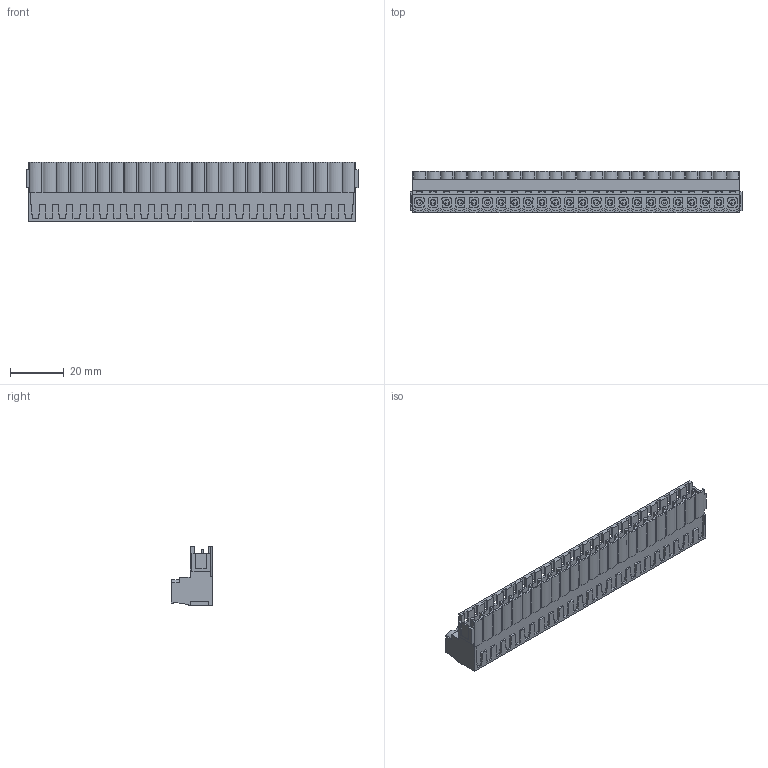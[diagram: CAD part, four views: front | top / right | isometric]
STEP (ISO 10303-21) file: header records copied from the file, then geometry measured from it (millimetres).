
FILE_DESCRIPTION(('CATIA V5 STEP Exchange','CAx-IF Rec.Pracs.--- Model Styling and Organization---1.4--- 2014-01-23'),'2;1');
FILE_NAME ('D1454250_1_1645220000_1645220000.stp','2022-08-02T13:32:50+00:00',('none'),('Weidmueller'),'CATIA Version 5-6 Release 2016 SP3 HF44','CATIA V5 STEP AP214','none');
FILE_SCHEMA(('AUTOMOTIVE_DESIGN { 1 0 10303 214 1 1 1 1 }'));
Length unit declared in the file: millimetre
Products named in the file (1): 1645220000
Bounding box: 123.88 x 15.3 x 22.05 mm (x, y, z)
Volume: 20848.6 mm3; surface area: 17594.8 mm2
Topology: 49 solids, 49 shells, 1657 faces, 4310 edges, 2847 vertices
Faces by surface type: plane 1249, cylinder 312, extrusion 96
Entity records: 48952 total; most frequent: CARTESIAN_POINT 11731, ORIENTED_EDGE 8620, DIRECTION 5752, EDGE_CURVE 4310, VECTOR 3492, LINE 3396, VERTEX_POINT 2847, EDGE_LOOP 1801
